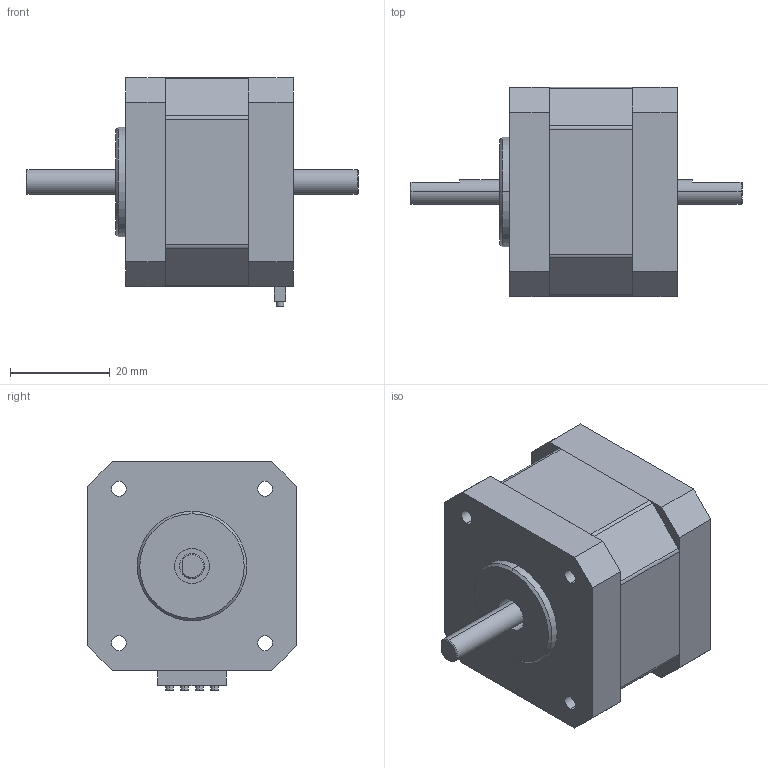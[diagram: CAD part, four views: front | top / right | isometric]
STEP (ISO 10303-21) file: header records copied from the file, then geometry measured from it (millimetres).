
FILE_DESCRIPTION (( 'STEP AP214' ), '1' );
FILE_NAME ('42HS3404B4.STEP', '2023-01-31T09:19:10', ( 'Windows 蚚誧' ), ( 'Organization' ), 'SwSTEP 2.0', 'SolidWorks 2021', '' );
FILE_SCHEMA (( 'AUTOMOTIVE_DESIGN' ));
Length unit declared in the file: millimetre
Products named in the file (1): 42HS3404B4
Bounding box: 66.7 x 42 x 46 mm (x, y, z)
Volume: 56763.9 mm3; surface area: 17450.7 mm2
Topology: 3 solids, 3 shells, 106 faces, 264 edges, 174 vertices
Faces by surface type: cylinder 50, plane 48, cone 8
Entity records: 4077 total; most frequent: DIRECTION 586, CARTESIAN_POINT 557, ORIENTED_EDGE 528, EDGE_CURVE 264, AXIS2_PLACEMENT_3D 219, VERTEX_POINT 174, LINE 148, VECTOR 148
